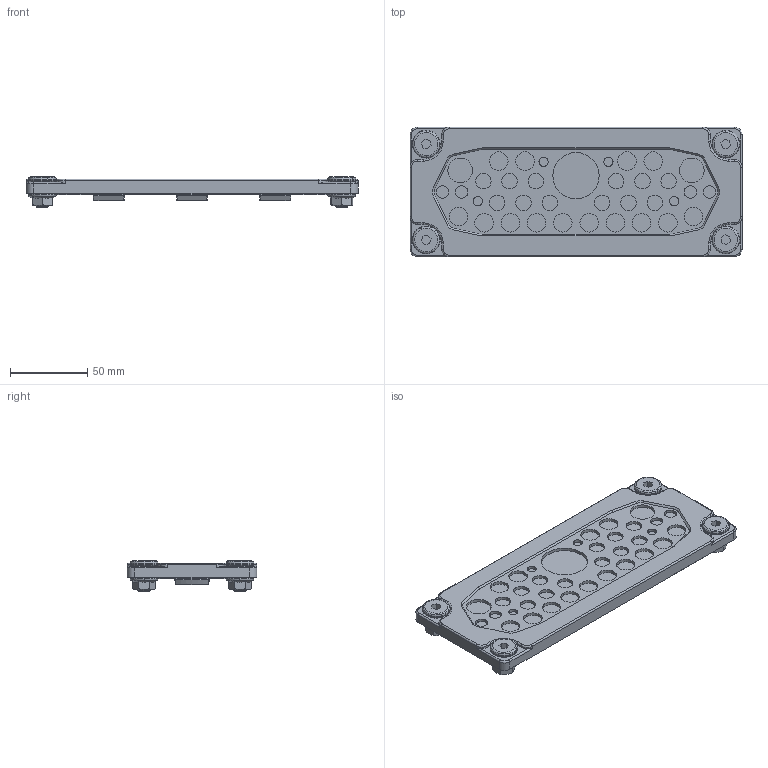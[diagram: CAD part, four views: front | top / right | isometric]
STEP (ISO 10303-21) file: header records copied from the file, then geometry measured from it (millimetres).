
FILE_DESCRIPTION((''),'2;1');
FILE_NAME('EH-TKC-36-S_1_2_3_4_5_6_7_ASM_1_ASM','2022-05-04T14:21:14',('klemen.sitar'),('Audax d.o.o.'),'CREO PARAMETRIC BY PTC INC, 2021304','CREO PARAMETRIC BY PTC INC, 2021304','');
FILE_SCHEMA(('AP242_MANAGED_MODEL_BASED_3D_ENGINEERING_MIM_LF { 1 0 10303 442 1 1 4 }'));
Products named in the file (10): EH-TKC-36-S_1_2_3_4_5_6_7_1_1; EH-TKC-36-S_1_2_3_4_5_6_7_2_1; EH-TKC-36-S_1_2_3_4_5_6_7_3_1; EH-TKC-36-S_1_2_3_4_5_6_7_4_1; EH-TKC-36-S_1_2_3_4_5_6_7_5_1; NAKR_TKI_SZE_CIOK_TNE_Z_KO_-4_1; NAKR_TKI_SZE_CIOK_TNE_Z_KO_-4_2; NAKR_TKI_SZE_CIOK_TNE_Z_KO_-4_3; NAKR_TKI_SZE_CIOK_TNE_Z_KO_-4_4; EH-TKC-36-S_1_2_3_4_5_6_7_ASM_1_ASM
Assembly tree (9 placements, depth 2):
  EH-TKC-36-S_1_2_3_4_5_6_7_ASM_1_ASM
    EH-TKC-36-S_1_2_3_4_5_6_7_1_1
    EH-TKC-36-S_1_2_3_4_5_6_7_2_1
    EH-TKC-36-S_1_2_3_4_5_6_7_3_1
    EH-TKC-36-S_1_2_3_4_5_6_7_4_1
    EH-TKC-36-S_1_2_3_4_5_6_7_5_1
    NAKR_TKI_SZE_CIOK_TNE_Z_KO_-4_1
    NAKR_TKI_SZE_CIOK_TNE_Z_KO_-4_2
    NAKR_TKI_SZE_CIOK_TNE_Z_KO_-4_3
    NAKR_TKI_SZE_CIOK_TNE_Z_KO_-4_4
Bounding box: 215 x 84 x 19.5 mm (x, y, z)
Volume: 114434.2 mm3; surface area: 60974.5 mm2
Topology: 5 solids, 9 shells, 1256 faces, 3533 edges, 2353 vertices
Faces by surface type: cylinder 670, plane 380, torus 86, cone 80, sphere 32, bspline 8
Entity records: 74735 total; most frequent: CARTESIAN_POINT 19845, DIRECTION 8124, ORIENTED_EDGE 6986, PRESENTATION_STYLE_ASSIGNMENT 4776, STYLED_ITEM 4776, AXIS2_PLACEMENT_3D 3527, CURVE_STYLE 3511, EDGE_CURVE 3501
